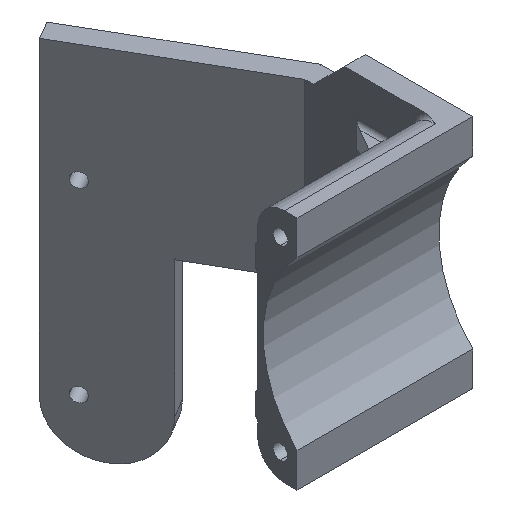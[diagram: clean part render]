
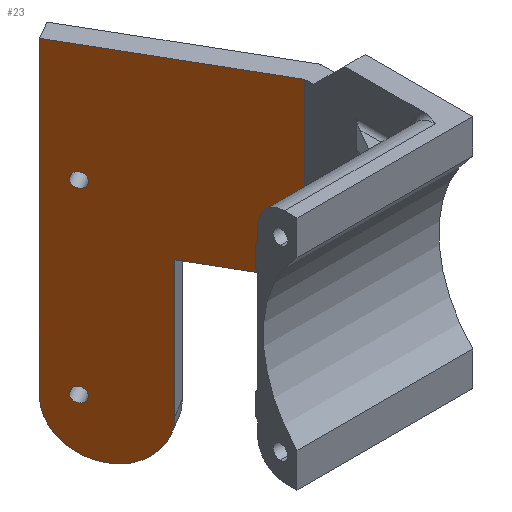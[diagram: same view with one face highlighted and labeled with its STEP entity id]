
A CAD part, isometric view. The second image highlights one B-rep face of the part: STEP entity #23.
In plain terms, the highlighted planar face has unit normal (-0.866, -0.5, 0).
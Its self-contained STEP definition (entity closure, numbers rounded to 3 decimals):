
#12 = ORIENTED_EDGE ( 'NONE', *, *, #770, .F. ) ;
#20 = LINE ( 'NONE', #586, #1255 ) ;
#22 = CARTESIAN_POINT ( 'NONE',  ( -25.876, 58.462, -9.591 ) ) ;
#23 = ADVANCED_FACE ( 'NONE', ( #1441, #1734, #1287 ), #926, .T. ) ;
#31 = VERTEX_POINT ( 'NONE', #1148 ) ;
#72 = DIRECTION ( 'NONE',  ( 0., 0., 1. ) ) ;
#136 = DIRECTION ( 'NONE',  ( 0.5, -0.866, 0. ) ) ;
#143 = EDGE_CURVE ( 'NONE', #372, #783, #1730, .T. ) ;
#191 = DIRECTION ( 'NONE',  ( -0.5, 0.866, 0. ) ) ;
#207 = CIRCLE ( 'NONE', #736, 1.7 ) ;
#265 = CARTESIAN_POINT ( 'NONE',  ( -25.026, 56.99, -9.591 ) ) ;
#269 = DIRECTION ( 'NONE',  ( 0.5, -0.866, 0. ) ) ;
#272 = ORIENTED_EDGE ( 'NONE', *, *, #832, .F. ) ;
#295 = DIRECTION ( 'NONE',  ( 0.866, 0.5, 0. ) ) ;
#328 = CIRCLE ( 'NONE', #1235, 1.7 ) ;
#337 = EDGE_LOOP ( 'NONE', ( #1500, #12 ) ) ;
#339 = DIRECTION ( 'NONE',  ( 0.5, -0.866, 0. ) ) ;
#372 = VERTEX_POINT ( 'NONE', #22 ) ;
#487 = ORIENTED_EDGE ( 'NONE', *, *, #1355, .F. ) ;
#493 = CARTESIAN_POINT ( 'NONE',  ( -12.526, 35.339, -23.191 ) ) ;
#502 = DIRECTION ( 'NONE',  ( -0.5, 0.866, 0. ) ) ;
#558 = ORIENTED_EDGE ( 'NONE', *, *, #1446, .F. ) ;
#581 = CARTESIAN_POINT ( 'NONE',  ( -16.526, 42.267, -55.961 ) ) ;
#584 = DIRECTION ( 'NONE',  ( -0.866, -0.5, 0. ) ) ;
#586 = CARTESIAN_POINT ( 'NONE',  ( -12.526, 35.339, 18.809 ) ) ;
#593 = AXIS2_PLACEMENT_3D ( 'NONE', #729, #1291, #502 ) ;
#706 = DIRECTION ( 'NONE',  ( 0.5, -0.866, 0. ) ) ;
#729 = CARTESIAN_POINT ( 'NONE',  ( -12.526, 35.339, -44.793 ) ) ;
#736 = AXIS2_PLACEMENT_3D ( 'NONE', #1560, #1544, #706 ) ;
#744 = EDGE_CURVE ( 'NONE', #31, #1490, #1312, .T. ) ;
#764 = VECTOR ( 'NONE', #191, 1000. ) ;
#770 = EDGE_CURVE ( 'NONE', #783, #372, #1725, .T. ) ;
#783 = VERTEX_POINT ( 'NONE', #819 ) ;
#790 = ORIENTED_EDGE ( 'NONE', *, *, #744, .F. ) ;
#791 = LINE ( 'NONE', #902, #1826 ) ;
#798 = VECTOR ( 'NONE', #1046, 1000. ) ;
#819 = CARTESIAN_POINT ( 'NONE',  ( -24.176, 55.517, -9.591 ) ) ;
#827 = ORIENTED_EDGE ( 'NONE', *, *, #1504, .F. ) ;
#832 = EDGE_CURVE ( 'NONE', #916, #31, #1767, .T. ) ;
#839 = EDGE_CURVE ( 'NONE', #1038, #1389, #791, .T. ) ;
#890 = ORIENTED_EDGE ( 'NONE', *, *, #1367, .F. ) ;
#902 = CARTESIAN_POINT ( 'NONE',  ( -28.526, 63.052, 0. ) ) ;
#914 = CARTESIAN_POINT ( 'NONE',  ( -5., 22.304, -23.191 ) ) ;
#916 = VERTEX_POINT ( 'NONE', #914 ) ;
#926 = PLANE ( 'NONE',  #593 ) ;
#932 = AXIS2_PLACEMENT_3D ( 'NONE', #1423, #295, #269 ) ;
#940 = DIRECTION ( 'NONE',  ( 0.5, -0.866, 0. ) ) ;
#1021 = ORIENTED_EDGE ( 'NONE', *, *, #839, .F. ) ;
#1038 = VERTEX_POINT ( 'NONE', #1711 ) ;
#1041 = CARTESIAN_POINT ( 'NONE',  ( -5., 22.304, -44.793 ) ) ;
#1046 = DIRECTION ( 'NONE',  ( 0., 0., -1. ) ) ;
#1069 = LINE ( 'NONE', #1041, #1502 ) ;
#1072 = VERTEX_POINT ( 'NONE', #1640 ) ;
#1108 = EDGE_CURVE ( 'NONE', #916, #1232, #1069, .T. ) ;
#1116 = CARTESIAN_POINT ( 'NONE',  ( -25.876, 58.462, -54.591 ) ) ;
#1134 = AXIS2_PLACEMENT_3D ( 'NONE', #1508, #584, #136 ) ;
#1143 = CARTESIAN_POINT ( 'NONE',  ( -25.026, 56.99, -54.591 ) ) ;
#1148 = CARTESIAN_POINT ( 'NONE',  ( -16.526, 42.267, -23.191 ) ) ;
#1167 = EDGE_LOOP ( 'NONE', ( #487, #558 ) ) ;
#1214 = EDGE_LOOP ( 'NONE', ( #1755, #827, #1021, #890, #790, #272 ) ) ;
#1232 = VERTEX_POINT ( 'NONE', #1376 ) ;
#1235 = AXIS2_PLACEMENT_3D ( 'NONE', #1143, #1707, #1847 ) ;
#1255 = VECTOR ( 'NONE', #339, 1000. ) ;
#1272 = AXIS2_PLACEMENT_3D ( 'NONE', #265, #1675, #940 ) ;
#1278 = VERTEX_POINT ( 'NONE', #1116 ) ;
#1287 = FACE_OUTER_BOUND ( 'NONE', #1214, .T. ) ;
#1291 = DIRECTION ( 'NONE',  ( -0.866, -0.5, 0. ) ) ;
#1312 = LINE ( 'NONE', #1757, #798 ) ;
#1345 = DIRECTION ( 'NONE',  ( 0., 0., 1. ) ) ;
#1355 = EDGE_CURVE ( 'NONE', #1278, #1072, #328, .T. ) ;
#1367 = EDGE_CURVE ( 'NONE', #1490, #1038, #1714, .T. ) ;
#1376 = CARTESIAN_POINT ( 'NONE',  ( -5., 22.304, 18.809 ) ) ;
#1389 = VERTEX_POINT ( 'NONE', #1403 ) ;
#1403 = CARTESIAN_POINT ( 'NONE',  ( -28.526, 63.052, 18.809 ) ) ;
#1423 = CARTESIAN_POINT ( 'NONE',  ( -22.526, 52.659, -55.961 ) ) ;
#1441 = FACE_BOUND ( 'NONE', #1167, .T. ) ;
#1446 = EDGE_CURVE ( 'NONE', #1072, #1278, #207, .T. ) ;
#1490 = VERTEX_POINT ( 'NONE', #581 ) ;
#1500 = ORIENTED_EDGE ( 'NONE', *, *, #143, .F. ) ;
#1502 = VECTOR ( 'NONE', #1345, 1000. ) ;
#1504 = EDGE_CURVE ( 'NONE', #1389, #1232, #20, .T. ) ;
#1508 = CARTESIAN_POINT ( 'NONE',  ( -25.026, 56.99, -9.591 ) ) ;
#1544 = DIRECTION ( 'NONE',  ( -0.866, -0.5, 0. ) ) ;
#1560 = CARTESIAN_POINT ( 'NONE',  ( -25.026, 56.99, -54.591 ) ) ;
#1640 = CARTESIAN_POINT ( 'NONE',  ( -24.176, 55.517, -54.591 ) ) ;
#1675 = DIRECTION ( 'NONE',  ( -0.866, -0.5, 0. ) ) ;
#1707 = DIRECTION ( 'NONE',  ( -0.866, -0.5, 0. ) ) ;
#1711 = CARTESIAN_POINT ( 'NONE',  ( -28.526, 63.052, -55.961 ) ) ;
#1714 = CIRCLE ( 'NONE', #932, 12. ) ;
#1725 = CIRCLE ( 'NONE', #1272, 1.7 ) ;
#1730 = CIRCLE ( 'NONE', #1134, 1.7 ) ;
#1734 = FACE_BOUND ( 'NONE', #337, .T. ) ;
#1755 = ORIENTED_EDGE ( 'NONE', *, *, #1108, .T. ) ;
#1757 = CARTESIAN_POINT ( 'NONE',  ( -16.526, 42.267, 18.809 ) ) ;
#1767 = LINE ( 'NONE', #493, #764 ) ;
#1826 = VECTOR ( 'NONE', #72, 1000. ) ;
#1847 = DIRECTION ( 'NONE',  ( 0.5, -0.866, 0. ) ) ;
